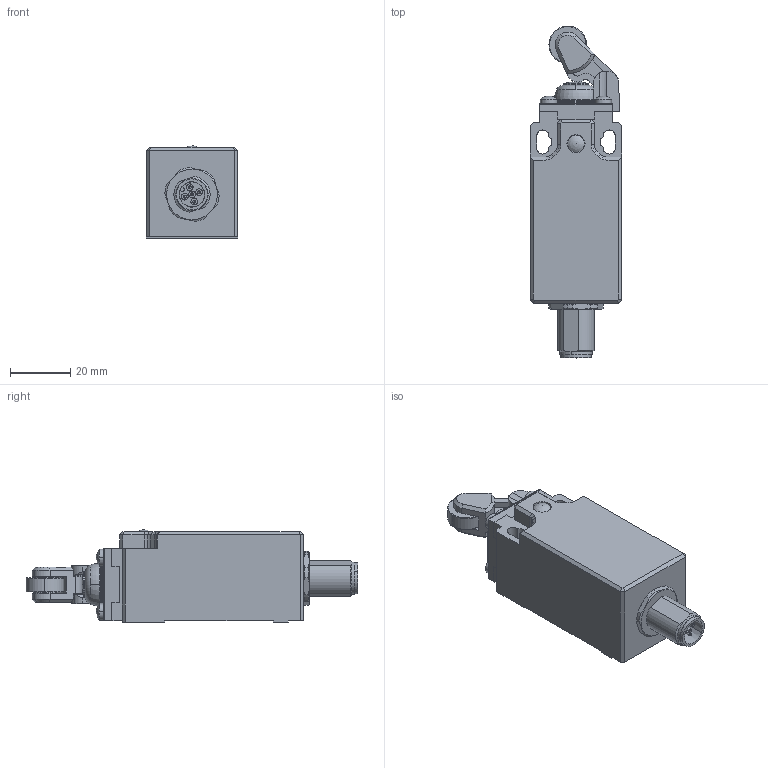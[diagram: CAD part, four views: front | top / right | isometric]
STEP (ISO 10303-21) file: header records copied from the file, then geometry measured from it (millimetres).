
FILE_DESCRIPTION (( 'STEP AP214' ), '1' );
FILE_NAME ('AAP7T35Z11.step', '2019-09-05T21:15:08', ( '' ), ( '' ), 'SwSTEP 2.0', 'SolidWorks 2018', '' );
FILE_SCHEMA (( 'AUTOMOTIVE_DESIGN' ));
Length unit declared in the file: inch
Products named in the file (1): AAP7T35Z11
Bounding box: 30.3 x 110.08 x 30.6 mm (x, y, z)
Volume: 61287.9 mm3; surface area: 17864.1 mm2
Topology: 7 solids, 7 shells, 413 faces, 1027 edges, 658 vertices
Faces by surface type: plane 186, cylinder 160, cone 32, torus 24, sphere 11
Entity records: 17946 total; most frequent: CARTESIAN_POINT 2374, DIRECTION 2231, ORIENTED_EDGE 2050, EDGE_CURVE 1025, AXIS2_PLACEMENT_3D 838, VERTEX_POINT 657, VECTOR 555, LINE 555
